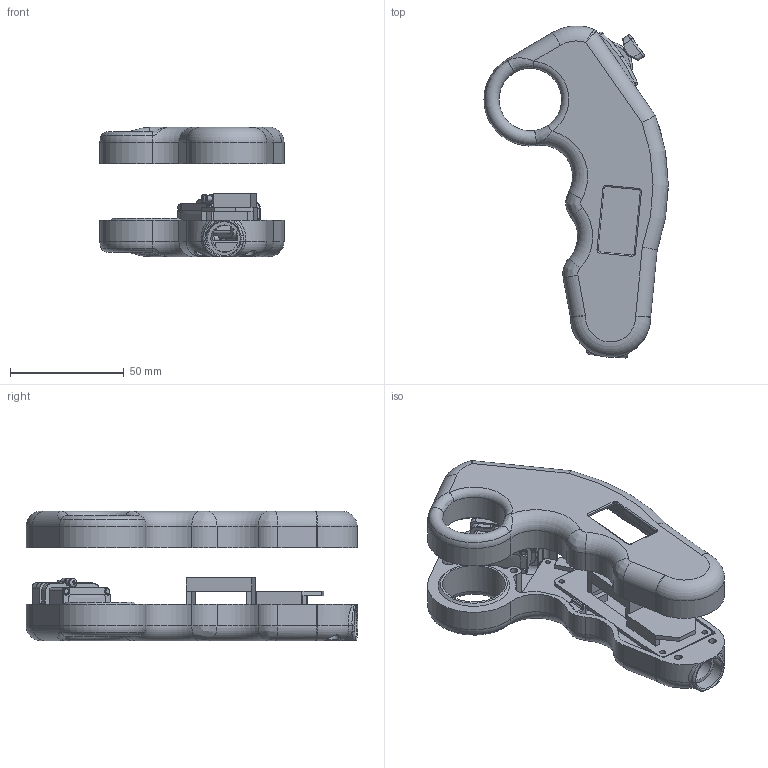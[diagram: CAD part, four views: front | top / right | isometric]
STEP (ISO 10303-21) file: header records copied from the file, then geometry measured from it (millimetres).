
FILE_DESCRIPTION(/* description */ (''),/* implementation_level */ '2;1');
FILE_NAME(/* name */ '69ab0729-a013-4114-80d4-6bf616960b98.stp',/* time_stamp */ '2019-06-21T22:48:43+00:00',/* author */ (''),/* organization */ (''),/* preprocessor_version */ 'ST-DEVELOPER v18',/* originating_system */ 'Autodesk Translation Framework v8.2.0.1029',/* authorisation */ '');
FILE_SCHEMA (('AUTOMOTIVE_DESIGN { 1 0 10303 214 3 1 1 }'));
Length unit declared in the file: millimetre
Products named in the file (9): OSRR - Her Majesty's Pleasure; Enclosure; OSRRPCB; Component1; Component2; 32-TW-Series; Adafruit-PowerBoost1000; Component1_1; Component3
Assembly tree (8 placements, depth 3):
  OSRR - Her Majesty's Pleasure
    Enclosure
    OSRRPCB
      Component1
      Component2
    32-TW-Series
    Adafruit-PowerBoost1000
      Component1_1
      Component3
Bounding box: 81.09 x 146.11 x 57.02 mm (x, y, z)
Volume: 87707.3 mm3; surface area: 60236.9 mm2
Topology: 9 solids, 9 shells, 983 faces, 2494 edges, 1562 vertices
Faces by surface type: plane 308, cylinder 301, torus 147, bspline 146, cone 63, sphere 18
Full cylindrical faces by diameter (mm): 2 x8, 2.134 x4, 2.44 x8, 2.5 x7, 3 x4, 3.2 x2, 3.25 x2, 3.9 x4, 6.5 x4, 7 x1, 12 x1, 15 x1, 27.6 x2, 31.6 x1
Entity records: 37109 total; most frequent: CARTESIAN_POINT 13270, ORIENTED_EDGE 4958, DIRECTION 4908, EDGE_CURVE 2479, AXIS2_PLACEMENT_3D 1968, VERTEX_POINT 1563, EDGE_LOOP 1072, CIRCLE 1057
